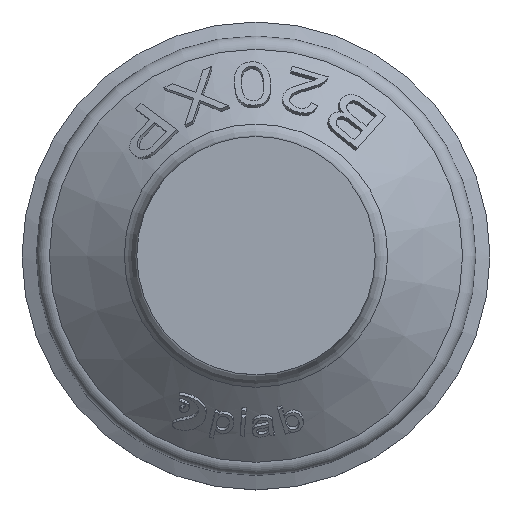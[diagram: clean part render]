
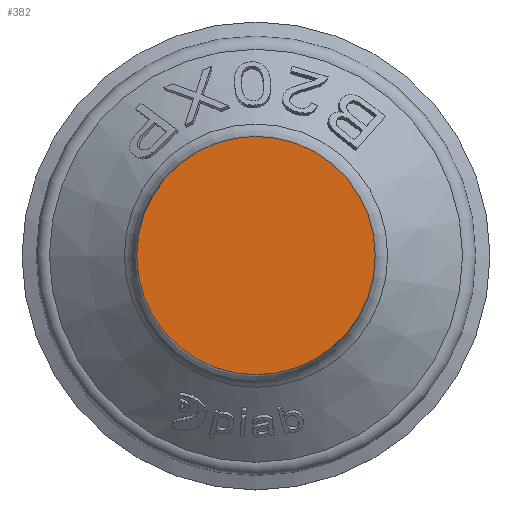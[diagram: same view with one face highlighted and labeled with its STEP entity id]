
A CAD part, top view. The second image highlights one B-rep face of the part: STEP entity #382.
In plain terms, the highlighted planar face has unit normal (0, 0, 1).
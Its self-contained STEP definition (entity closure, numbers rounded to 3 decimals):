
#382 = ADVANCED_FACE( '', ( #836 ), #837, .T. );
#836 = FACE_OUTER_BOUND( '', #2115, .T. );
#837 = PLANE( '', #2116 );
#2115 = EDGE_LOOP( '', ( #3532 ) );
#2116 = AXIS2_PLACEMENT_3D( '', #3533, #3534, #3535 );
#3532 = ORIENTED_EDGE( '', *, *, #4425, .F. );
#3533 = CARTESIAN_POINT( '', ( 3., 0., 0. ) );
#3534 = DIRECTION( '', ( 0., 0., 1. ) );
#3535 = DIRECTION( '', ( 1., 0., 0. ) );
#4425 = EDGE_CURVE( '', #5170, #5170, #5171, .F. );
#5170 = VERTEX_POINT( '', #7442 );
#5171 = CIRCLE( '', #7443, 5.349 );
#7442 = CARTESIAN_POINT( '', ( 5.349, 0., 0. ) );
#7443 = AXIS2_PLACEMENT_3D( '', #7932, #7933, #7934 );
#7932 = CARTESIAN_POINT( '', ( 0., 0., 0. ) );
#7933 = DIRECTION( '', ( 0., 0., 1. ) );
#7934 = DIRECTION( '', ( 1., 0., 0. ) );
